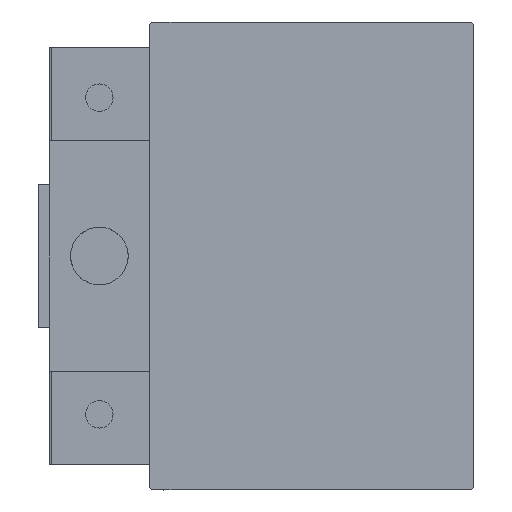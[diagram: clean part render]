
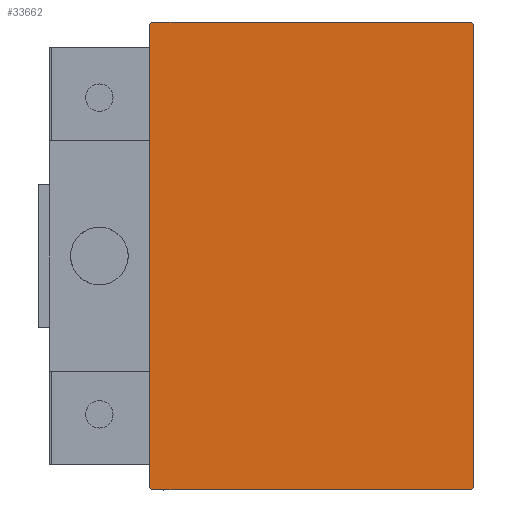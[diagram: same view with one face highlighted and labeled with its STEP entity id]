
A CAD part, left-side view. The second image highlights one B-rep face of the part: STEP entity #33662.
In plain terms, the highlighted face is planar.
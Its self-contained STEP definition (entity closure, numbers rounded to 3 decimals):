
#96 = LINE ( 'NONE', #23804, #43388 ) ;
#1163 = ORIENTED_EDGE ( 'NONE', *, *, #31454, .T. ) ;
#1234 = LINE ( 'NONE', #37714, #24049 ) ;
#3745 = DIRECTION ( 'NONE',  ( 0., 1., 0. ) ) ;
#4021 = CARTESIAN_POINT ( 'NONE',  ( 100., 22.5, -32.5 ) ) ;
#5460 = LINE ( 'NONE', #33097, #11031 ) ;
#5489 = CARTESIAN_POINT ( 'NONE',  ( 100., -22.5, 32.2 ) ) ;
#6010 = LINE ( 'NONE', #6507, #43957 ) ;
#6075 = DIRECTION ( 'NONE',  ( 0., 0., -1. ) ) ;
#6507 = CARTESIAN_POINT ( 'NONE',  ( 100., 27.35, -27.35 ) ) ;
#6851 = VERTEX_POINT ( 'NONE', #5489 ) ;
#7491 = DIRECTION ( 'NONE',  ( 0., -1., 0. ) ) ;
#8192 = DIRECTION ( 'NONE',  ( 0., 0., 1. ) ) ;
#8384 = CARTESIAN_POINT ( 'NONE',  ( 100., 22.2, -32.5 ) ) ;
#8488 = ORIENTED_EDGE ( 'NONE', *, *, #22894, .T. ) ;
#9976 = PLANE ( 'NONE',  #14248 ) ;
#10636 = CARTESIAN_POINT ( 'NONE',  ( 100., -22.5, -32.2 ) ) ;
#10891 = CARTESIAN_POINT ( 'NONE',  ( 100., 22.5, 32.2 ) ) ;
#11031 = VECTOR ( 'NONE', #28911, 1000. ) ;
#11946 = VERTEX_POINT ( 'NONE', #10636 ) ;
#11954 = VERTEX_POINT ( 'NONE', #10891 ) ;
#13206 = DIRECTION ( 'NONE',  ( 0., -0.707, 0.707 ) ) ;
#14115 = ORIENTED_EDGE ( 'NONE', *, *, #16380, .T. ) ;
#14248 = AXIS2_PLACEMENT_3D ( 'NONE', #42280, #38626, #6075 ) ;
#15656 = CARTESIAN_POINT ( 'NONE',  ( 100., -22.5, 32.5 ) ) ;
#16099 = EDGE_CURVE ( 'NONE', #48760, #6851, #5460, .T. ) ;
#16380 = EDGE_CURVE ( 'NONE', #19382, #48760, #39549, .T. ) ;
#17795 = CARTESIAN_POINT ( 'NONE',  ( 100., 22.5, -32.2 ) ) ;
#19382 = VERTEX_POINT ( 'NONE', #28577 ) ;
#20089 = DIRECTION ( 'NONE',  ( 0., 0., -1. ) ) ;
#21904 = EDGE_CURVE ( 'NONE', #6851, #11946, #39395, .T. ) ;
#22894 = EDGE_CURVE ( 'NONE', #34498, #34403, #6010, .T. ) ;
#23804 = CARTESIAN_POINT ( 'NONE',  ( 100., -22.5, -32.5 ) ) ;
#24049 = VECTOR ( 'NONE', #13206, 1000. ) ;
#24740 = EDGE_CURVE ( 'NONE', #11954, #19382, #1234, .T. ) ;
#26615 = FACE_OUTER_BOUND ( 'NONE', #36349, .T. ) ;
#27734 = LINE ( 'NONE', #4021, #46703 ) ;
#28577 = CARTESIAN_POINT ( 'NONE',  ( 100., 22.2, 32.5 ) ) ;
#28911 = DIRECTION ( 'NONE',  ( 0., -0.707, -0.707 ) ) ;
#31454 = EDGE_CURVE ( 'NONE', #50968, #34498, #96, .T. ) ;
#33097 = CARTESIAN_POINT ( 'NONE',  ( 100., -27.35, 27.35 ) ) ;
#33662 = ADVANCED_FACE ( 'NONE', ( #26615 ), #9976, .T. ) ;
#34301 = LINE ( 'NONE', #50175, #51308 ) ;
#34403 = VERTEX_POINT ( 'NONE', #17795 ) ;
#34498 = VERTEX_POINT ( 'NONE', #8384 ) ;
#36349 = EDGE_LOOP ( 'NONE', ( #1163, #8488, #50666, #47005, #14115, #38118, #38674, #40482 ) ) ;
#36413 = CARTESIAN_POINT ( 'NONE',  ( 100., 22.5, 32.5 ) ) ;
#37714 = CARTESIAN_POINT ( 'NONE',  ( 100., 27.35, 27.35 ) ) ;
#38118 = ORIENTED_EDGE ( 'NONE', *, *, #16099, .T. ) ;
#38626 = DIRECTION ( 'NONE',  ( 1., 0., 0. ) ) ;
#38674 = ORIENTED_EDGE ( 'NONE', *, *, #21904, .T. ) ;
#39395 = LINE ( 'NONE', #15656, #47223 ) ;
#39549 = LINE ( 'NONE', #36413, #41859 ) ;
#40482 = ORIENTED_EDGE ( 'NONE', *, *, #47312, .T. ) ;
#41859 = VECTOR ( 'NONE', #7491, 1000. ) ;
#42216 = DIRECTION ( 'NONE',  ( 0., 0.707, 0.707 ) ) ;
#42280 = CARTESIAN_POINT ( 'NONE',  ( 100., 0., 0. ) ) ;
#43388 = VECTOR ( 'NONE', #3745, 1000. ) ;
#43957 = VECTOR ( 'NONE', #42216, 1000. ) ;
#44282 = CARTESIAN_POINT ( 'NONE',  ( 100., -22.2, -32.5 ) ) ;
#46703 = VECTOR ( 'NONE', #8192, 1000. ) ;
#47005 = ORIENTED_EDGE ( 'NONE', *, *, #24740, .T. ) ;
#47223 = VECTOR ( 'NONE', #20089, 1000. ) ;
#47312 = EDGE_CURVE ( 'NONE', #11946, #50968, #34301, .T. ) ;
#47332 = CARTESIAN_POINT ( 'NONE',  ( 100., -22.2, 32.5 ) ) ;
#48760 = VERTEX_POINT ( 'NONE', #47332 ) ;
#50041 = EDGE_CURVE ( 'NONE', #34403, #11954, #27734, .T. ) ;
#50175 = CARTESIAN_POINT ( 'NONE',  ( 100., -27.35, -27.35 ) ) ;
#50666 = ORIENTED_EDGE ( 'NONE', *, *, #50041, .T. ) ;
#50680 = DIRECTION ( 'NONE',  ( 0., 0.707, -0.707 ) ) ;
#50968 = VERTEX_POINT ( 'NONE', #44282 ) ;
#51308 = VECTOR ( 'NONE', #50680, 1000. ) ;
